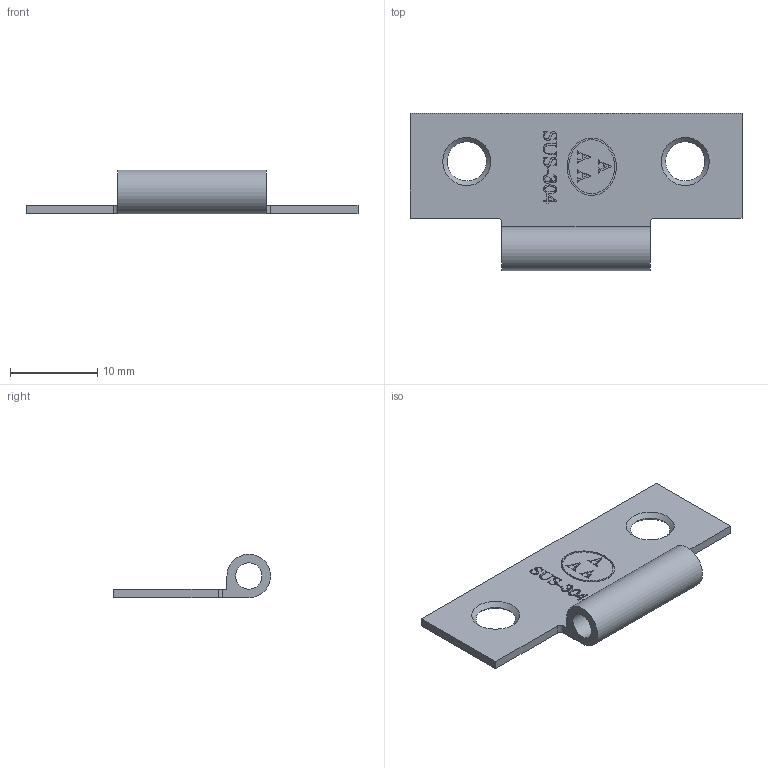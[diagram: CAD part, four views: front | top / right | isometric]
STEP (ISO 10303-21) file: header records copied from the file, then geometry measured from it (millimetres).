
FILE_DESCRIPTION(/* description */ (''),/* implementation_level */ '2;1');
FILE_NAME(/* name */ 'ABA 02.stp',/* time_stamp */ '2016-09-15T08:48:29-04:00',/* author */ ('bb6ga071'),/* organization */ (''),/* preprocessor_version */ 'ST-DEVELOPER v16.5',/* originating_system */ 'Autodesk Inventor 2017',/* authorisation */ '');
FILE_SCHEMA (('AUTOMOTIVE_DESIGN { 1 0 10303 214 3 1 1 }'));
Length unit declared in the file: millimetre
Products named in the file (1): ABA 02
Bounding box: 38 x 18 x 5 mm (x, y, z)
Volume: 668.4 mm3; surface area: 1458.6 mm2
Topology: 1 solids, 1 shells, 244 faces, 675 edges, 450 vertices
Faces by surface type: bspline 171, plane 65, cone 4, cylinder 4
Full cylindrical faces by diameter (mm): 3 x1
Entity records: 8550 total; most frequent: CARTESIAN_POINT 3473, ORIENTED_EDGE 1336, EDGE_CURVE 668, DIRECTION 491, VERTEX_POINT 448, B_SPLINE_CURVE_WITH_KNOTS 341, LINE 311, VECTOR 311
